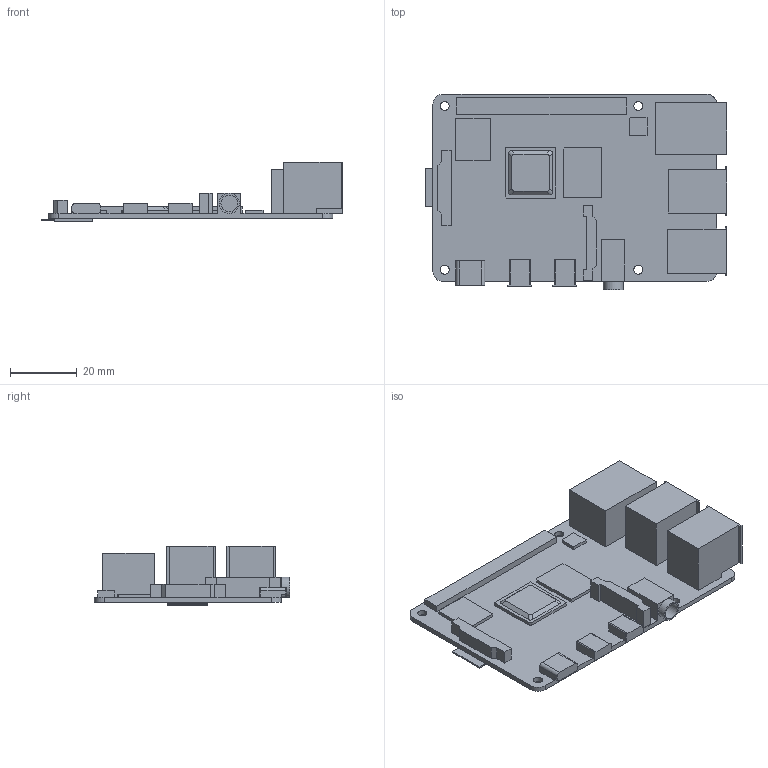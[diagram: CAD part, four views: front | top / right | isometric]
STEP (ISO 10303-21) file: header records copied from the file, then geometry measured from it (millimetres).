
FILE_DESCRIPTION(/* description */ (''),/* implementation_level */ '2;1');
FILE_NAME(/* name */ 'Raspberry_pi_4.step',/* time_stamp */ '2025-06-17T16:35:12+02:00',/* author */ (''),/* organization */ (''),/* preprocessor_version */ 'ST-DEVELOPER v20',/* originating_system */ 'Autodesk Translation Framework v13.14.0.145',/* authorisation */ '');
FILE_SCHEMA (('AUTOMOTIVE_DESIGN { 1 0 10303 214 3 1 1 }'));
Length unit declared in the file: millimetre
Products named in the file (1): Raspberry_pi_4
Bounding box: 90.32 x 58.5 x 17.8 mm (x, y, z)
Volume: 18854.4 mm3; surface area: 16135.1 mm2
Topology: 1 solids, 1 shells, 166 faces, 440 edges, 290 vertices
Faces by surface type: plane 140, cylinder 26
Full cylindrical faces by diameter (mm): 2.7 x4, 5 x1, 6 x1
Entity records: 5127 total; most frequent: CARTESIAN_POINT 897, ORIENTED_EDGE 880, DIRECTION 828, EDGE_CURVE 440, LINE 386, VECTOR 386, VERTEX_POINT 290, AXIS2_PLACEMENT_3D 221
